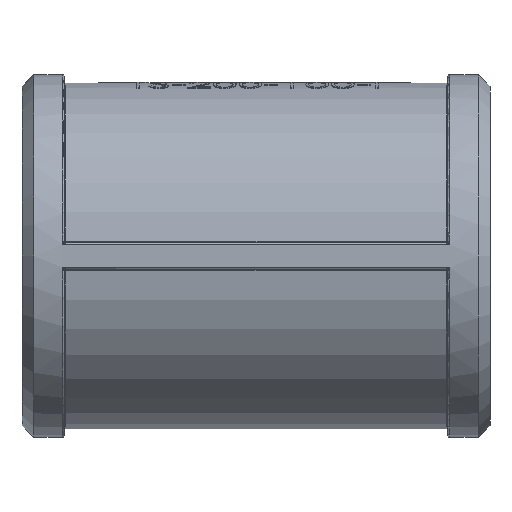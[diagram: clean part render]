
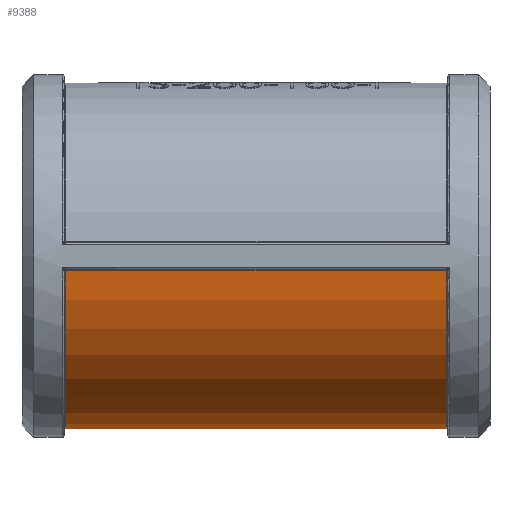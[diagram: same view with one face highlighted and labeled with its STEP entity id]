
A CAD part, front view. The second image highlights one B-rep face of the part: STEP entity #9388.
In plain terms, the highlighted cylindrical face has radius 33 mm (diameter 66 mm), a partial arc.
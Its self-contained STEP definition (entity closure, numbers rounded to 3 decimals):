
#3126 = CARTESIAN_POINT ( 'NONE',  ( -36.2, 32.883, -2.775 ) ) ;
#3139 = CARTESIAN_POINT ( 'NONE',  ( -23.786, 32.883, -2.775 ) ) ;
#3141 = CARTESIAN_POINT ( 'NONE',  ( -36.2, -32.883, -2.775 ) ) ;
#3150 = CARTESIAN_POINT ( 'NONE',  ( 36.2, 32.883, -2.775 ) ) ;
#3152 = CARTESIAN_POINT ( 'NONE',  ( 0., 25.585, -20.842 ) ) ;
#3159 = CARTESIAN_POINT ( 'NONE',  ( 23.786, 32.883, -2.775 ) ) ;
#3224 = CARTESIAN_POINT ( 'NONE',  ( 36.2, -32.883, -2.775 ) ) ;
#4180 = B_SPLINE_CURVE_WITH_KNOTS ( 'NONE', 3,
 ( #8570, #8556, #8566, #8557, #8571, #8573, #8403, #8388 ),
 .UNSPECIFIED., .F., .F.,
 ( 4, 1, 1, 1, 1, 4 ),
 ( 0., 0.286, 0.571, 0.714, 0.857, 1. ),
 .UNSPECIFIED. ) ;
#4191 = B_SPLINE_CURVE_WITH_KNOTS ( 'NONE', 3,
 ( #7027, #7052, #7070, #7062, #7028, #7069, #7039, #7032 ),
 .UNSPECIFIED., .F., .F.,
 ( 4, 1, 1, 1, 1, 4 ),
 ( 0., 0.143, 0.286, 0.571, 0.714, 1. ),
 .UNSPECIFIED. ) ;
#7027 = CARTESIAN_POINT ( 'NONE',  ( 0., 25.585, -20.842 ) ) ;
#7028 = CARTESIAN_POINT ( 'NONE',  ( -16.677, 29.329, -15.431 ) ) ;
#7032 = CARTESIAN_POINT ( 'NONE',  ( -23.786, 32.883, -2.775 ) ) ;
#7039 = CARTESIAN_POINT ( 'NONE',  ( -23.336, 32.637, -5.687 ) ) ;
#7045 = CARTESIAN_POINT ( 'NONE',  ( 0., 32.883, -2.775 ) ) ;
#7052 = CARTESIAN_POINT ( 'NONE',  ( -1.698, 25.585, -20.842 ) ) ;
#7062 = CARTESIAN_POINT ( 'NONE',  ( -11.409, 27.238, -18.72 ) ) ;
#7068 = DIRECTION ( 'NONE',  ( -1., 0., 0. ) ) ;
#7069 = CARTESIAN_POINT ( 'NONE',  ( -21.587, 31.674, -9.853 ) ) ;
#7070 = CARTESIAN_POINT ( 'NONE',  ( -5.092, 25.847, -20.525 ) ) ;
#7080 = LINE ( 'NONE', #7045, #8318 ) ;
#8017 = DIRECTION ( 'NONE',  ( 1., 0., 0. ) ) ;
#8027 = DIRECTION ( 'NONE',  ( 0., 0., -1. ) ) ;
#8063 = CARTESIAN_POINT ( 'NONE',  ( 36.2, 0., 0. ) ) ;
#8292 = CIRCLE ( 'NONE', #8294, 33. ) ;
#8294 = AXIS2_PLACEMENT_3D ( 'NONE', #8435, #8444, #8452 ) ;
#8295 = VECTOR ( 'NONE', #8445, 1000. ) ;
#8317 = AXIS2_PLACEMENT_3D ( 'NONE', #8063, #8017, #8027 ) ;
#8318 = VECTOR ( 'NONE', #7068, 1000. ) ;
#8338 = CIRCLE ( 'NONE', #8317, 33. ) ;
#8346 = VECTOR ( 'NONE', #8441, 1000. ) ;
#8388 = CARTESIAN_POINT ( 'NONE',  ( 0., 25.585, -20.842 ) ) ;
#8403 = CARTESIAN_POINT ( 'NONE',  ( 1.698, 25.585, -20.842 ) ) ;
#8435 = CARTESIAN_POINT ( 'NONE',  ( -36.2, 0., 0. ) ) ;
#8441 = DIRECTION ( 'NONE',  ( 1., 0., 0. ) ) ;
#8442 = LINE ( 'NONE', #8443, #8295 ) ;
#8443 = CARTESIAN_POINT ( 'NONE',  ( 0., 32.883, -2.775 ) ) ;
#8444 = DIRECTION ( 'NONE',  ( -1., 0., 0. ) ) ;
#8445 = DIRECTION ( 'NONE',  ( -1., 0., 0. ) ) ;
#8452 = DIRECTION ( 'NONE',  ( 0., 0., -1. ) ) ;
#8462 = LINE ( 'NONE', #8468, #8346 ) ;
#8468 = CARTESIAN_POINT ( 'NONE',  ( 0., -32.883, -2.775 ) ) ;
#8556 = CARTESIAN_POINT ( 'NONE',  ( 23.336, 32.637, -5.688 ) ) ;
#8557 = CARTESIAN_POINT ( 'NONE',  ( 15.443, 28.756, -16.372 ) ) ;
#8566 = CARTESIAN_POINT ( 'NONE',  ( 20.997, 31.355, -11.238 ) ) ;
#8570 = CARTESIAN_POINT ( 'NONE',  ( 23.786, 32.883, -2.775 ) ) ;
#8571 = CARTESIAN_POINT ( 'NONE',  ( 9.831, 26.887, -19.173 ) ) ;
#8573 = CARTESIAN_POINT ( 'NONE',  ( 5.09, 25.849, -20.524 ) ) ;
#9217 = AXIS2_PLACEMENT_3D ( 'NONE', #26416, #26417, #26425 ) ;
#9388 = ADVANCED_FACE ( 'NONE', ( #26458 ), #26460, .T. ) ;
#9985 = EDGE_LOOP ( 'NONE', ( #30110, #30135, #30109, #30124, #30134, #30151, #30115 ) ) ;
#22445 = VERTEX_POINT ( 'NONE', #3141 ) ;
#22449 = VERTEX_POINT ( 'NONE', #3159 ) ;
#22450 = VERTEX_POINT ( 'NONE', #3126 ) ;
#22451 = VERTEX_POINT ( 'NONE', #3139 ) ;
#22471 = VERTEX_POINT ( 'NONE', #3150 ) ;
#22472 = VERTEX_POINT ( 'NONE', #3152 ) ;
#22490 = VERTEX_POINT ( 'NONE', #3224 ) ;
#26416 = CARTESIAN_POINT ( 'NONE',  ( 0., 0., 0. ) ) ;
#26417 = DIRECTION ( 'NONE',  ( 1., 0., 0. ) ) ;
#26425 = DIRECTION ( 'NONE',  ( 0., -1., 0. ) ) ;
#26458 = FACE_OUTER_BOUND ( 'NONE', #9985, .T. ) ;
#26460 = CYLINDRICAL_SURFACE ( 'NONE', #9217, 33. ) ;
#30109 = ORIENTED_EDGE ( 'NONE', *, *, #30317, .F. ) ;
#30110 = ORIENTED_EDGE ( 'NONE', *, *, #30274, .F. ) ;
#30115 = ORIENTED_EDGE ( 'NONE', *, *, #30290, .F. ) ;
#30124 = ORIENTED_EDGE ( 'NONE', *, *, #30318, .F. ) ;
#30134 = ORIENTED_EDGE ( 'NONE', *, *, #30291, .F. ) ;
#30135 = ORIENTED_EDGE ( 'NONE', *, *, #30315, .F. ) ;
#30151 = ORIENTED_EDGE ( 'NONE', *, *, #30324, .F. ) ;
#30274 = EDGE_CURVE ( 'NONE', #22490, #22471, #8338, .T. ) ;
#30290 = EDGE_CURVE ( 'NONE', #22471, #22449, #7080, .T. ) ;
#30291 = EDGE_CURVE ( 'NONE', #22472, #22451, #4191, .T. ) ;
#30315 = EDGE_CURVE ( 'NONE', #22445, #22490, #8462, .T. ) ;
#30317 = EDGE_CURVE ( 'NONE', #22450, #22445, #8292, .T. ) ;
#30318 = EDGE_CURVE ( 'NONE', #22451, #22450, #8442, .T. ) ;
#30324 = EDGE_CURVE ( 'NONE', #22449, #22472, #4180, .T. ) ;
